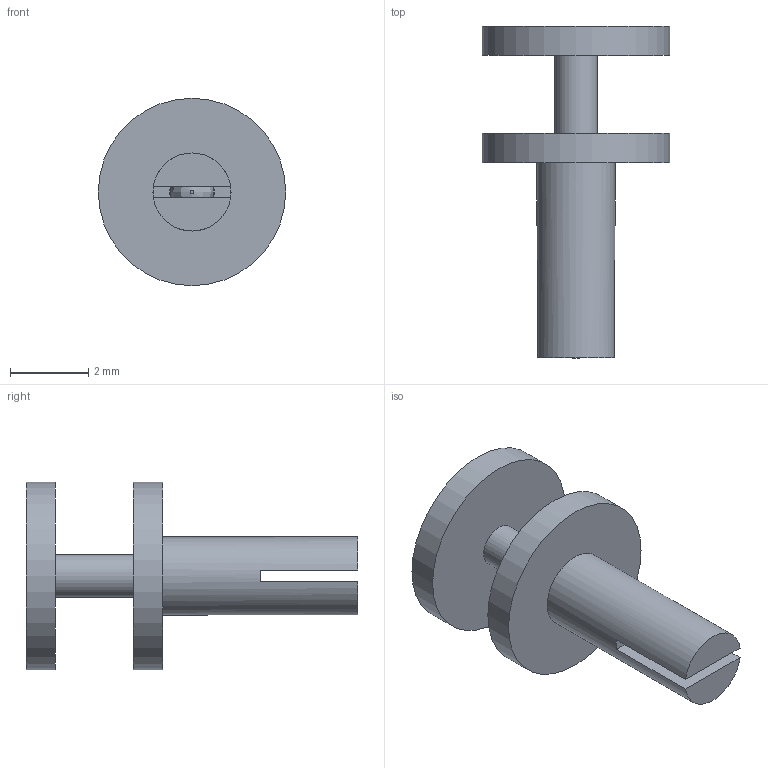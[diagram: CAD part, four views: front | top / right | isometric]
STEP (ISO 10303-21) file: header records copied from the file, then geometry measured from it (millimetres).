
FILE_DESCRIPTION( ( 'Unknown' ), '1' );
FILE_NAME( '700970500_snap_rivet.stp', 'Unknown', ( 'Unknown' ), ( 'Unknown' ), 'PSStep 14.0', 'Unknown', ' ' );
FILE_SCHEMA( ( 'AUTOMOTIVE_DESIGN { 1 0 10303 214 1 1 1 1 }' ) );
Length unit declared in the file: millimetre
Products named in the file (3): Assem1; 700970500_holder; 700970500_pin
Assembly tree (2 placements, depth 2):
  Assem1
    700970500_holder
    700970500_pin
Bounding box: 4.8 x 8.5 x 4.8 mm (x, y, z)
Volume: 42.5 mm3; surface area: 163.3 mm2
Topology: 2 solids, 2 shells, 19 faces, 42 edges, 28 vertices
Faces by surface type: plane 11, cylinder 5, cone 2, bspline 1
Full cylindrical faces by diameter (mm): 1.1 x1, 1.15 x1, 2 x1, 4.8 x2
Entity records: 731 total; most frequent: CARTESIAN_POINT 133, DIRECTION 90, ORIENTED_EDGE 66, AXIS2_PLACEMENT_3D 38, EDGE_CURVE 33, EDGE_LOOP 28, FACE_OUTER_BOUND 25, VERTEX_POINT 25
